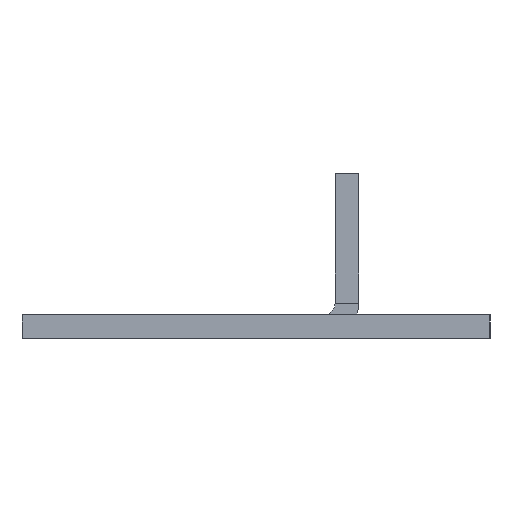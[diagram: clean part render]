
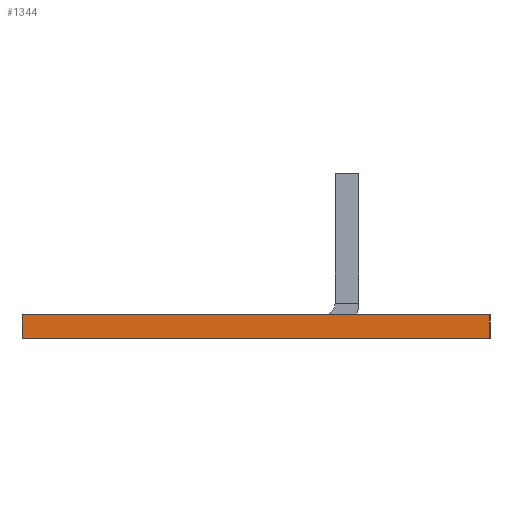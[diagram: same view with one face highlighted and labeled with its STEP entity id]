
A CAD part, left-side view. The second image highlights one B-rep face of the part: STEP entity #1344.
In plain terms, the highlighted planar face has unit normal (-1, 0, 0).
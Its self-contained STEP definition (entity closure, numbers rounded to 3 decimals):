
#112 = AXIS2_PLACEMENT_3D ( 'NONE', #1074, #1084, #1085 ) ;
#409 = LINE ( 'NONE', #1219, #412 ) ;
#412 = VECTOR ( 'NONE', #1222, 1000. ) ;
#418 = LINE ( 'NONE', #1228, #419 ) ;
#419 = VECTOR ( 'NONE', #1229, 1000. ) ;
#439 = LINE ( 'NONE', #1253, #440 ) ;
#440 = VECTOR ( 'NONE', #1254, 1000. ) ;
#459 = VECTOR ( 'NONE', #1303, 1000. ) ;
#474 = LINE ( 'NONE', #1294, #459 ) ;
#698 = EDGE_LOOP ( 'NONE', ( #1671, #1666, #1667, #1668 ) ) ;
#835 = VERTEX_POINT ( 'NONE', #985 ) ;
#857 = CARTESIAN_POINT ( 'NONE',  ( -54., -14.8, 0. ) ) ;
#858 = CARTESIAN_POINT ( 'NONE',  ( -54., 14.8, 0. ) ) ;
#894 = CARTESIAN_POINT ( 'NONE',  ( -54., -14.8, -1.5 ) ) ;
#931 = VERTEX_POINT ( 'NONE', #894 ) ;
#954 = VERTEX_POINT ( 'NONE', #857 ) ;
#955 = VERTEX_POINT ( 'NONE', #858 ) ;
#985 = CARTESIAN_POINT ( 'NONE',  ( -54., 14.8, -1.5 ) ) ;
#1074 = CARTESIAN_POINT ( 'NONE',  ( -54., -14.8, -1.5 ) ) ;
#1079 = PLANE ( 'NONE',  #112 ) ;
#1084 = DIRECTION ( 'NONE',  ( -1., 0., 0. ) ) ;
#1085 = DIRECTION ( 'NONE',  ( 0., 0., 1. ) ) ;
#1219 = CARTESIAN_POINT ( 'NONE',  ( -54., -14.8, -1.5 ) ) ;
#1222 = DIRECTION ( 'NONE',  ( 0., 0., 1. ) ) ;
#1228 = CARTESIAN_POINT ( 'NONE',  ( -54., -14.8, -1.5 ) ) ;
#1229 = DIRECTION ( 'NONE',  ( 0., -1., 0. ) ) ;
#1253 = CARTESIAN_POINT ( 'NONE',  ( -54., 14.8, -1.5 ) ) ;
#1254 = DIRECTION ( 'NONE',  ( 0., 0., 1. ) ) ;
#1294 = CARTESIAN_POINT ( 'NONE',  ( -54., -14.8, 0. ) ) ;
#1303 = DIRECTION ( 'NONE',  ( 0., -1., 0. ) ) ;
#1344 = ADVANCED_FACE ( 'NONE', ( #1816 ), #1079, .T. ) ;
#1391 = EDGE_CURVE ( 'NONE', #931, #954, #409, .T. ) ;
#1394 = EDGE_CURVE ( 'NONE', #835, #931, #418, .T. ) ;
#1405 = EDGE_CURVE ( 'NONE', #835, #955, #439, .T. ) ;
#1426 = EDGE_CURVE ( 'NONE', #955, #954, #474, .T. ) ;
#1666 = ORIENTED_EDGE ( 'NONE', *, *, #1405, .F. ) ;
#1667 = ORIENTED_EDGE ( 'NONE', *, *, #1394, .T. ) ;
#1668 = ORIENTED_EDGE ( 'NONE', *, *, #1391, .T. ) ;
#1671 = ORIENTED_EDGE ( 'NONE', *, *, #1426, .F. ) ;
#1816 = FACE_OUTER_BOUND ( 'NONE', #698, .T. ) ;
